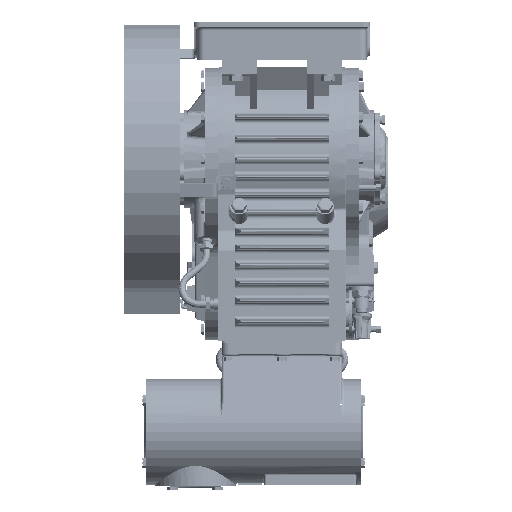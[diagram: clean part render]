
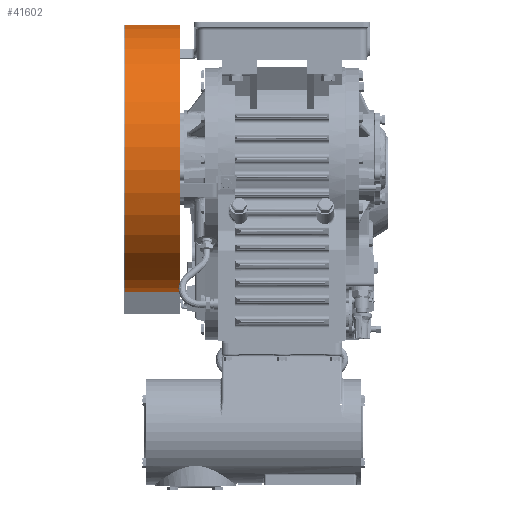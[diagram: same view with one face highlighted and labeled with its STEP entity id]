
A CAD part, left-side view. The second image highlights one B-rep face of the part: STEP entity #41602.
In plain terms, the highlighted cylindrical face has radius 190 mm (diameter 380 mm), a partial arc.
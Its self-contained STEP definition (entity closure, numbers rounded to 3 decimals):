
#41602=ADVANCED_FACE('',(#89889),#89891,.T.);
#89889=FACE_BOUND('',#89890,.T.);
#89890=EDGE_LOOP('',(#118265,#118266,#118267,#118268));
#89891=CYLINDRICAL_SURFACE('',#89892,190.);
#89892=AXIS2_PLACEMENT_3D('',#89893,#89894,#89895);
#89893=CARTESIAN_POINT('',(4.557,209.811,0.686));
#89894=DIRECTION('',(0.,1.,0.));
#89895=DIRECTION('',(-0.106,0.,-0.994));
#118265=ORIENTED_EDGE('',*,*,#130779,.T.);
#118266=ORIENTED_EDGE('',*,*,#130780,.T.);
#118267=ORIENTED_EDGE('',*,*,#130781,.T.);
#118268=ORIENTED_EDGE('',*,*,#130782,.T.);
#130779=EDGE_CURVE('',#152258,#152259,#152260,.T.);
#130780=EDGE_CURVE('',#152259,#152261,#152262,.T.);
#130781=EDGE_CURVE('',#152261,#152263,#152264,.T.);
#130782=EDGE_CURVE('',#152263,#152258,#152265,.T.);
#152258=VERTEX_POINT('',#237828);
#152259=VERTEX_POINT('',#237829);
#152260=CIRCLE('',#237830,190.);
#152261=VERTEX_POINT('',#237834);
#152262=LINE('',#237835,#237836);
#152263=VERTEX_POINT('',#237838);
#152264=CIRCLE('',#237839,190.);
#152265=LINE('',#237843,#237844);
#237828=CARTESIAN_POINT('',(-15.524,209.811,-188.25));
#237829=CARTESIAN_POINT('',(80.95,209.811,174.652));
#237830=AXIS2_PLACEMENT_3D('',#237831,#237832,#237833);
#237831=CARTESIAN_POINT('',(4.557,209.811,0.686));
#237832=DIRECTION('',(0.,1.,0.));
#237833=DIRECTION('',(-0.106,0.,-0.994));
#237834=CARTESIAN_POINT('',(80.95,287.811,174.652));
#237835=CARTESIAN_POINT('',(80.95,209.811,174.652));
#237836=VECTOR('',#237837,1.);
#237837=DIRECTION('',(0.,1.,0.));
#237838=CARTESIAN_POINT('',(-15.524,287.811,-188.25));
#237839=AXIS2_PLACEMENT_3D('',#237840,#237841,#237842);
#237840=CARTESIAN_POINT('',(4.557,287.811,0.686));
#237841=DIRECTION('',(0.,-1.,0.));
#237842=DIRECTION('',(0.402,0.,0.916));
#237843=CARTESIAN_POINT('',(-15.524,287.811,-188.25));
#237844=VECTOR('',#237845,1.);
#237845=DIRECTION('',(0.,-1.,0.));
